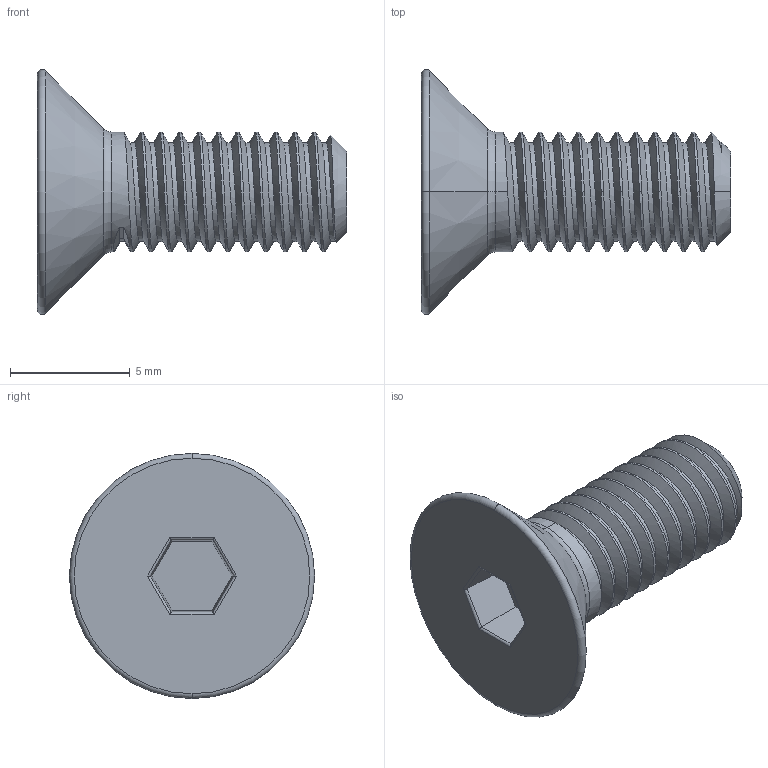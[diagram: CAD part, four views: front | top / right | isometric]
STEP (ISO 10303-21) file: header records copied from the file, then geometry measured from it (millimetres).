
FILE_DESCRIPTION (( 'STEP AP203' ), '1' );
FILE_NAME ('M5_Countersunk_10.STEP', '2020-03-15T18:29:23', ( '' ), ( '' ), 'SwSTEP 2.0', 'SolidWorks 2018', '' );
FILE_SCHEMA (( 'CONFIG_CONTROL_DESIGN' ));
Length unit declared in the file: millimetre
Products named in the file (1): M5_Countersunk_10
Bounding box: 12.9 x 10.23 x 10.23 mm (x, y, z)
Volume: 292.1 mm3; surface area: 429.5 mm2
Topology: 1 solids, 1 shells, 53 faces, 136 edges, 86 vertices
Faces by surface type: cylinder 29, plane 13, torus 4, cone 4, bspline 3
Entity records: 3393 total; most frequent: CARTESIAN_POINT 2221, ORIENTED_EDGE 272, DIRECTION 187, EDGE_CURVE 136, VERTEX_POINT 86, AXIS2_PLACEMENT_3D 66, VECTOR 55, LINE 55
